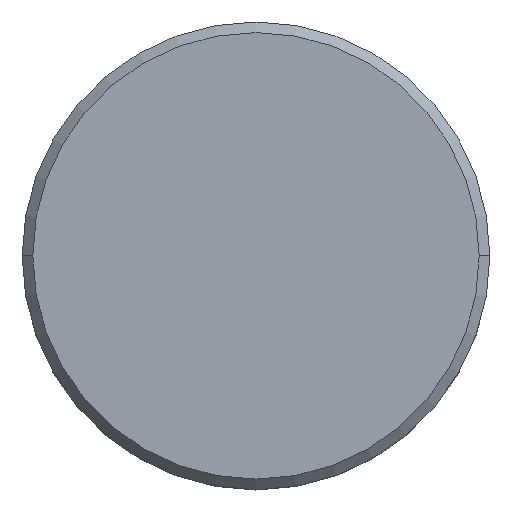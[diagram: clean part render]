
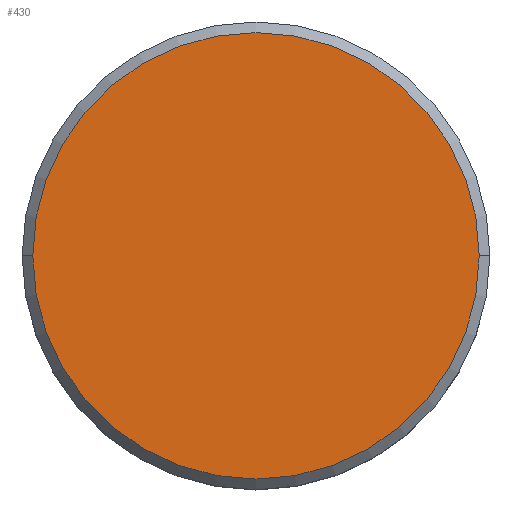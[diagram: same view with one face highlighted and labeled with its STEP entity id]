
A CAD part, top view. The second image highlights one B-rep face of the part: STEP entity #430.
In plain terms, the highlighted planar face has unit normal (0, 0, 1).
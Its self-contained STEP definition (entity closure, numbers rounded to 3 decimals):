
#3 = VERTEX_POINT ( 'NONE', #200 ) ;
#43 = DIRECTION ( 'NONE',  ( 0., 0., 1. ) ) ;
#73 = CARTESIAN_POINT ( 'NONE',  ( 0., 0., 0. ) ) ;
#122 = CARTESIAN_POINT ( 'NONE',  ( 0., 0., 0. ) ) ;
#125 = PLANE ( 'NONE',  #377 ) ;
#153 = CIRCLE ( 'NONE', #376, 10.5 ) ;
#154 = CARTESIAN_POINT ( 'NONE',  ( 0., 0., 0. ) ) ;
#160 = VERTEX_POINT ( 'NONE', #309 ) ;
#161 = EDGE_CURVE ( 'NONE', #160, #3, #386, .T. ) ;
#176 = AXIS2_PLACEMENT_3D ( 'NONE', #154, #43, #427 ) ;
#200 = CARTESIAN_POINT ( 'NONE',  ( -10.5, 0., 0. ) ) ;
#211 = DIRECTION ( 'NONE',  ( 0., 0., 1. ) ) ;
#221 = ORIENTED_EDGE ( 'NONE', *, *, #241, .T. ) ;
#230 = DIRECTION ( 'NONE',  ( 0., 0., 1. ) ) ;
#241 = EDGE_CURVE ( 'NONE', #3, #160, #153, .T. ) ;
#258 = DIRECTION ( 'NONE',  ( 1., 0., 0. ) ) ;
#298 = EDGE_LOOP ( 'NONE', ( #221, #303 ) ) ;
#303 = ORIENTED_EDGE ( 'NONE', *, *, #161, .T. ) ;
#309 = CARTESIAN_POINT ( 'NONE',  ( 10.5, 0., 0. ) ) ;
#361 = DIRECTION ( 'NONE',  ( 1., 0., 0. ) ) ;
#376 = AXIS2_PLACEMENT_3D ( 'NONE', #73, #211, #361 ) ;
#377 = AXIS2_PLACEMENT_3D ( 'NONE', #122, #230, #258 ) ;
#379 = FACE_OUTER_BOUND ( 'NONE', #298, .T. ) ;
#386 = CIRCLE ( 'NONE', #176, 10.5 ) ;
#427 = DIRECTION ( 'NONE',  ( 1., 0., 0. ) ) ;
#430 = ADVANCED_FACE ( 'NONE', ( #379 ), #125, .T. ) ;
